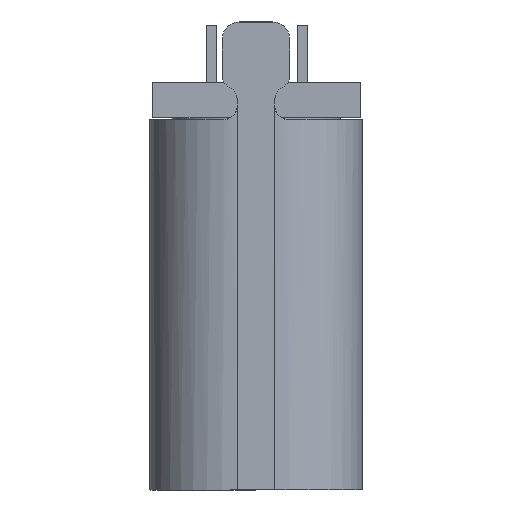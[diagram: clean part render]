
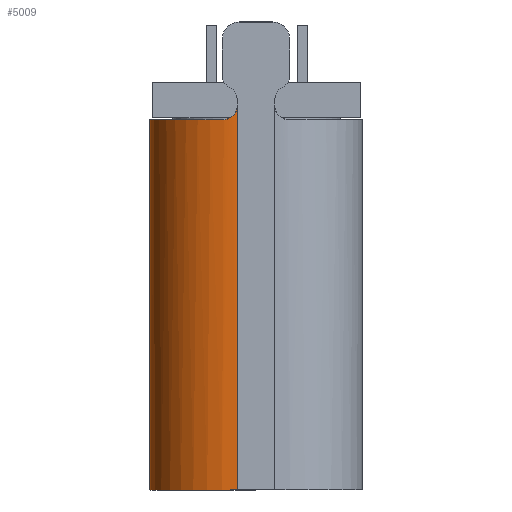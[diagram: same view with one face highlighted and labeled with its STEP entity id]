
A CAD part, front view. The second image highlights one B-rep face of the part: STEP entity #5009.
In plain terms, the highlighted cylindrical face has radius 1.3 mm (diameter 2.6 mm), a partial arc.
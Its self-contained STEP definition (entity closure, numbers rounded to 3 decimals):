
#171 = VERTEX_POINT ( 'NONE', #9568 ) ;
#1774 = CARTESIAN_POINT ( 'NONE',  ( 3.694, 3.6, 9.567 ) ) ;
#2659 = CYLINDRICAL_SURFACE ( 'NONE', #26606, 1.3 ) ;
#4004 = CIRCLE ( 'NONE', #37913, 1.3 ) ;
#4796 = CIRCLE ( 'NONE', #39327, 1.3 ) ;
#4964 = CARTESIAN_POINT ( 'NONE',  ( 3.546, 3.607, 9.367 ) ) ;
#5009 = ADVANCED_FACE ( 'NONE', ( #29911 ), #2659, .T. ) ;
#5768 = DIRECTION ( 'NONE',  ( 0., 0., -1. ) ) ;
#7070 = CARTESIAN_POINT ( 'NONE',  ( 2.394, 4.9, 9.367 ) ) ;
#8279 = DIRECTION ( 'NONE',  ( 0., 1., 0. ) ) ;
#8682 = CARTESIAN_POINT ( 'NONE',  ( 3.694, 4.9, 10.092 ) ) ;
#8855 = VERTEX_POINT ( 'NONE', #7070 ) ;
#8859 = DIRECTION ( 'NONE',  ( 0., 0., -1. ) ) ;
#9568 = CARTESIAN_POINT ( 'NONE',  ( 3.694, 3.6, 3.867 ) ) ;
#10069 = ORIENTED_EDGE ( 'NONE', *, *, #20342, .T. ) ;
#10621 = CARTESIAN_POINT ( 'NONE',  ( 3.694, 3.6, 9.567 ) ) ;
#11331 = B_SPLINE_CURVE_WITH_KNOTS ( 'NONE', 3,
 ( #1774, #23597, #20204, #19992, #4964, #30003 ),
 .UNSPECIFIED., .F., .F.,
 ( 4, 2, 4 ),
 ( 0., 0., 0. ),
 .UNSPECIFIED. ) ;
#12392 = CARTESIAN_POINT ( 'NONE',  ( 3.694, 3.6, 10.092 ) ) ;
#14087 = VECTOR ( 'NONE', #39417, 1000. ) ;
#14672 = EDGE_CURVE ( 'NONE', #171, #34083, #4004, .T. ) ;
#14731 = VECTOR ( 'NONE', #5768, 1000. ) ;
#15327 = CARTESIAN_POINT ( 'NONE',  ( 3.494, 3.615, 9.367 ) ) ;
#15684 = CARTESIAN_POINT ( 'NONE',  ( 3.694, 4.9, 3.867 ) ) ;
#19992 = CARTESIAN_POINT ( 'NONE',  ( 3.598, 3.603, 9.389 ) ) ;
#20204 = CARTESIAN_POINT ( 'NONE',  ( 3.672, 3.599, 9.462 ) ) ;
#20342 = EDGE_CURVE ( 'NONE', #29276, #26931, #11331, .T. ) ;
#21080 = DIRECTION ( 'NONE',  ( -1., 0., 0. ) ) ;
#21801 = CARTESIAN_POINT ( 'NONE',  ( 2.394, 4.9, 3.867 ) ) ;
#23569 = EDGE_LOOP ( 'NONE', ( #32643, #27036, #32779, #10069, #34193 ) ) ;
#23597 = CARTESIAN_POINT ( 'NONE',  ( 3.694, 3.6, 9.514 ) ) ;
#24400 = LINE ( 'NONE', #12392, #14087 ) ;
#24802 = LINE ( 'NONE', #27410, #14731 ) ;
#25425 = DIRECTION ( 'NONE',  ( 0., -1., 0. ) ) ;
#26606 = AXIS2_PLACEMENT_3D ( 'NONE', #8682, #26710, #8279 ) ;
#26710 = DIRECTION ( 'NONE',  ( 0., 0., -1. ) ) ;
#26931 = VERTEX_POINT ( 'NONE', #15327 ) ;
#27036 = ORIENTED_EDGE ( 'NONE', *, *, #14672, .F. ) ;
#27410 = CARTESIAN_POINT ( 'NONE',  ( 2.394, 4.9, 10.092 ) ) ;
#27653 = DIRECTION ( 'NONE',  ( 0., 0., 1. ) ) ;
#29276 = VERTEX_POINT ( 'NONE', #10621 ) ;
#29911 = FACE_OUTER_BOUND ( 'NONE', #23569, .T. ) ;
#30003 = CARTESIAN_POINT ( 'NONE',  ( 3.494, 3.615, 9.367 ) ) ;
#31438 = EDGE_CURVE ( 'NONE', #8855, #26931, #4796, .T. ) ;
#32643 = ORIENTED_EDGE ( 'NONE', *, *, #37482, .T. ) ;
#32779 = ORIENTED_EDGE ( 'NONE', *, *, #37496, .T. ) ;
#34083 = VERTEX_POINT ( 'NONE', #21801 ) ;
#34193 = ORIENTED_EDGE ( 'NONE', *, *, #31438, .F. ) ;
#34245 = CARTESIAN_POINT ( 'NONE',  ( 3.694, 4.9, 9.367 ) ) ;
#37482 = EDGE_CURVE ( 'NONE', #8855, #34083, #24802, .T. ) ;
#37496 = EDGE_CURVE ( 'NONE', #171, #29276, #24400, .T. ) ;
#37913 = AXIS2_PLACEMENT_3D ( 'NONE', #15684, #8859, #21080 ) ;
#39327 = AXIS2_PLACEMENT_3D ( 'NONE', #34245, #27653, #25425 ) ;
#39417 = DIRECTION ( 'NONE',  ( 0., 0., 1. ) ) ;
